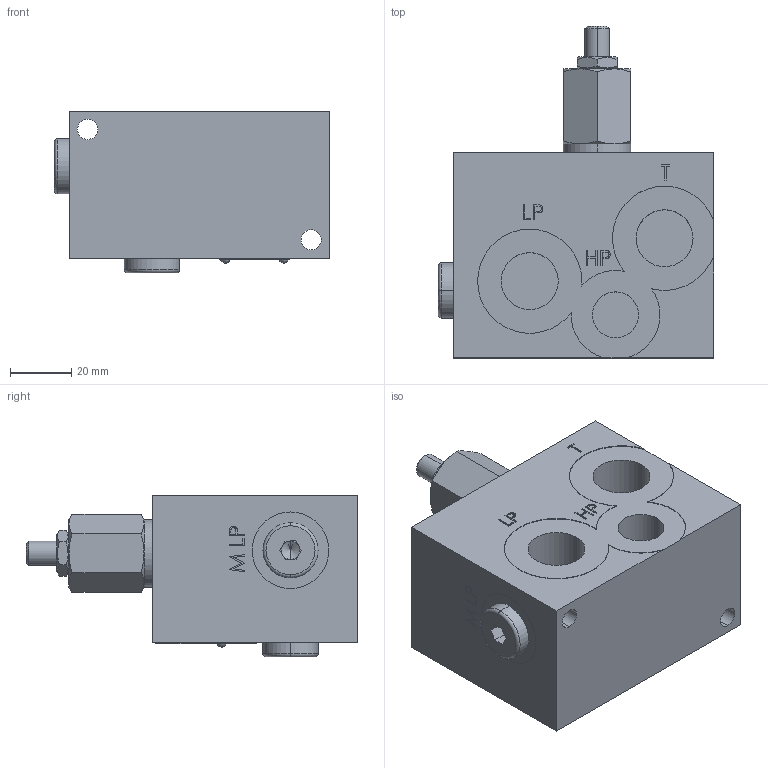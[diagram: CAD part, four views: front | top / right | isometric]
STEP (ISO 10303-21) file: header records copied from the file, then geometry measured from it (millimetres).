
FILE_DESCRIPTION (( 'STEP AP214' ), '1' );
FILE_NAME ('DAM-4R DB.STEP', '2023-07-14T08:08:44', ( '' ), ( '' ), 'SwSTEP 2.0', 'SolidWorks 2022', '' );
FILE_SCHEMA (( 'AUTOMOTIVE_DESIGN' ));
Length unit declared in the file: millimetre
Products named in the file (1): DAM-4R DB
Bounding box: 89.8 x 108.3 x 52.8 mm (x, y, z)
Volume: 262550.8 mm3; surface area: 37611.6 mm2
Topology: 1 solids, 6 shells, 635 faces, 1617 edges, 1057 vertices
Faces by surface type: plane 427, cylinder 71, bspline 71, cone 40, torus 24, sphere 2
Entity records: 27338 total; most frequent: CARTESIAN_POINT 5672, ORIENTED_EDGE 3210, DIRECTION 2796, EDGE_CURVE 1605, VECTOR 1180, LINE 1180, VERTEX_POINT 1053, AXIS2_PLACEMENT_3D 808
